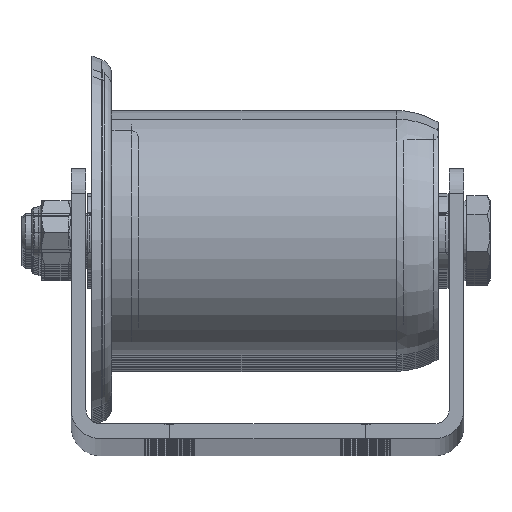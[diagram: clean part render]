
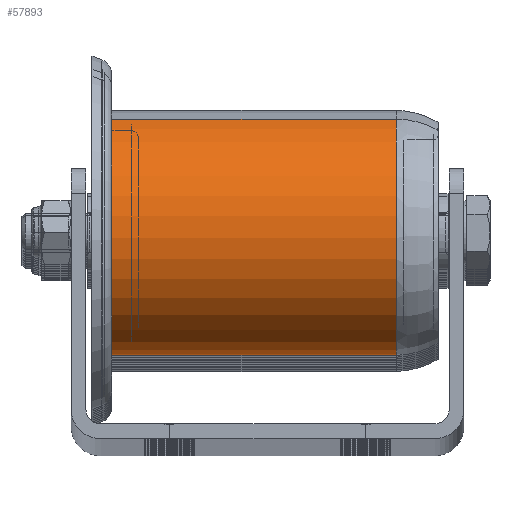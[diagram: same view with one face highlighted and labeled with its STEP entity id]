
A CAD part, top view. The second image highlights one B-rep face of the part: STEP entity #57893.
In plain terms, the highlighted cylindrical face has radius 25 mm (diameter 50 mm), a partial arc.
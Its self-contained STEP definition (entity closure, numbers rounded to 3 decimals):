
#663 = DIRECTION ( 'NONE',  ( 1., 0., 0. ) ) ;
#2648 = EDGE_CURVE ( 'NONE', #33137, #47181, #33924, .T. ) ;
#3065 = AXIS2_PLACEMENT_3D ( 'NONE', #44909, #66112, #39290 ) ;
#4040 = AXIS2_PLACEMENT_3D ( 'NONE', #28331, #61175, #27904 ) ;
#4825 = EDGE_CURVE ( 'NONE', #40366, #47181, #41232, .T. ) ;
#7990 = DIRECTION ( 'NONE',  ( 1., 0., 0. ) ) ;
#11574 = CARTESIAN_POINT ( 'NONE',  ( 8.25, 18.894, -48.546 ) ) ;
#13149 = DIRECTION ( 'NONE',  ( 0., -0.924, -0.382 ) ) ;
#14025 = ORIENTED_EDGE ( 'NONE', *, *, #4825, .F. ) ;
#14077 = CIRCLE ( 'NONE', #3065, 25. ) ;
#14443 = CYLINDRICAL_SURFACE ( 'NONE', #25577, 25. ) ;
#19005 = CARTESIAN_POINT ( 'NONE',  ( 81.521, 18.894, -48.546 ) ) ;
#20735 = ORIENTED_EDGE ( 'NONE', *, *, #23168, .F. ) ;
#21342 = CARTESIAN_POINT ( 'NONE',  ( 81.521, 42., -39. ) ) ;
#23168 = EDGE_CURVE ( 'NONE', #83031, #40366, #73597, .T. ) ;
#25577 = AXIS2_PLACEMENT_3D ( 'NONE', #21342, #663, #13149 ) ;
#27904 = DIRECTION ( 'NONE',  ( 0., -0.924, -0.382 ) ) ;
#28331 = CARTESIAN_POINT ( 'NONE',  ( 66.25, 42., -39. ) ) ;
#33137 = VERTEX_POINT ( 'NONE', #11574 ) ;
#33924 = LINE ( 'NONE', #19005, #59666 ) ;
#38224 = EDGE_LOOP ( 'NONE', ( #20735, #74825, #57648, #14025 ) ) ;
#39290 = DIRECTION ( 'NONE',  ( 0., -0.924, -0.382 ) ) ;
#40366 = VERTEX_POINT ( 'NONE', #60583 ) ;
#41232 = CIRCLE ( 'NONE', #4040, 25. ) ;
#44909 = CARTESIAN_POINT ( 'NONE',  ( 8.25, 42., -39. ) ) ;
#47181 = VERTEX_POINT ( 'NONE', #82332 ) ;
#57648 = ORIENTED_EDGE ( 'NONE', *, *, #2648, .T. ) ;
#57893 = ADVANCED_FACE ( 'NONE', ( #73534 ), #14443, .T. ) ;
#59666 = VECTOR ( 'NONE', #60744, 1000. ) ;
#60583 = CARTESIAN_POINT ( 'NONE',  ( 66.25, 65.106, -29.454 ) ) ;
#60744 = DIRECTION ( 'NONE',  ( 1., 0., 0. ) ) ;
#61175 = DIRECTION ( 'NONE',  ( 1., 0., 0. ) ) ;
#65950 = VECTOR ( 'NONE', #7990, 1000. ) ;
#66112 = DIRECTION ( 'NONE',  ( 1., 0., 0. ) ) ;
#71352 = CARTESIAN_POINT ( 'NONE',  ( 8.25, 65.106, -29.454 ) ) ;
#72383 = EDGE_CURVE ( 'NONE', #83031, #33137, #14077, .T. ) ;
#73534 = FACE_OUTER_BOUND ( 'NONE', #38224, .T. ) ;
#73597 = LINE ( 'NONE', #78789, #65950 ) ;
#74825 = ORIENTED_EDGE ( 'NONE', *, *, #72383, .T. ) ;
#78789 = CARTESIAN_POINT ( 'NONE',  ( 81.521, 65.106, -29.454 ) ) ;
#82332 = CARTESIAN_POINT ( 'NONE',  ( 66.25, 18.894, -48.546 ) ) ;
#83031 = VERTEX_POINT ( 'NONE', #71352 ) ;
